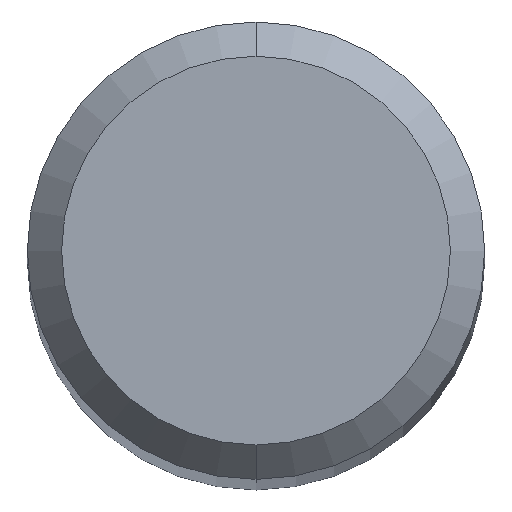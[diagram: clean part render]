
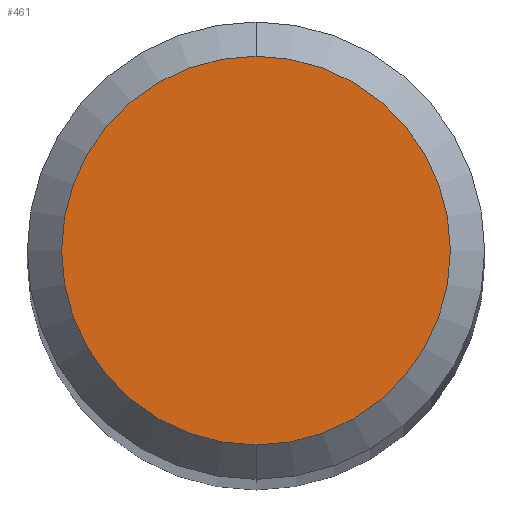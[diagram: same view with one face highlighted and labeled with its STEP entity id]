
A CAD part, top view. The second image highlights one B-rep face of the part: STEP entity #461.
In plain terms, the highlighted planar face has unit normal (0, 0, 1).
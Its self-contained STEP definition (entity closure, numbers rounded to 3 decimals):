
#461=ADVANCED_FACE('',(#1088),#1089,.T.);
#485=EDGE_CURVE('',#783,#639,#1116,.T.);
#639=VERTEX_POINT('',#1288);
#783=VERTEX_POINT('',#1444);
#819=EDGE_CURVE('',#639,#783,#1485,.T.);
#1088=FACE_OUTER_BOUND('',#3114,.T.);
#1089=PLANE('',#3115);
#1116=CIRCLE('',#3326,1.7);
#1288=CARTESIAN_POINT('',(0.0,1.7,0.0));
#1444=CARTESIAN_POINT('',(0.,-1.7,0.0));
#1485=CIRCLE('',#9273,1.7);
#3114=EDGE_LOOP('',(#9713,#9714));
#3115=AXIS2_PLACEMENT_3D('',#9715,#9716,#9717);
#3326=AXIS2_PLACEMENT_3D('',#9746,#9747,#9748);
#9273=AXIS2_PLACEMENT_3D('',#10170,#10171,#10172);
#9713=ORIENTED_EDGE('',*,*,#819,.F.);
#9714=ORIENTED_EDGE('',*,*,#485,.F.);
#9715=CARTESIAN_POINT('',(0.0,0.85,0.0));
#9716=DIRECTION('',(-0.0,0.0,1.0));
#9717=DIRECTION('',(0.0,-1.0,0.0));
#9746=CARTESIAN_POINT('',(0.0,0.0,0.0));
#9747=DIRECTION('',(0.0,0.0,-1.0));
#9748=DIRECTION('',(0.0,1.0,0.0));
#10170=CARTESIAN_POINT('',(0.0,0.0,0.0));
#10171=DIRECTION('',(0.0,0.0,-1.0));
#10172=DIRECTION('',(0.0,1.0,0.0));
